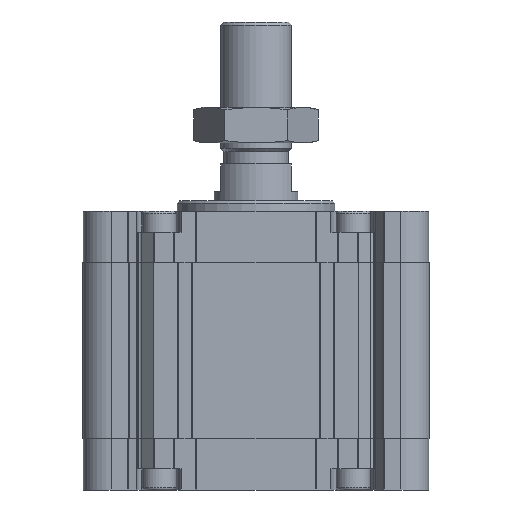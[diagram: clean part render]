
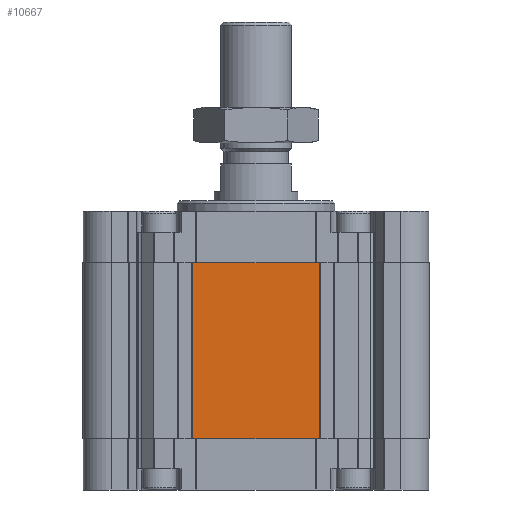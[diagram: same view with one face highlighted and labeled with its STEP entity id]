
A CAD part, left-side view. The second image highlights one B-rep face of the part: STEP entity #10667.
In plain terms, the highlighted face is planar.
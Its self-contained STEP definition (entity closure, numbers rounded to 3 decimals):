
#1677=ORIENTED_EDGE('',*,*,#4581,.F.);
#1678=ORIENTED_EDGE('',*,*,#4580,.F.);
#1679=ORIENTED_EDGE('',*,*,#4582,.T.);
#1680=ORIENTED_EDGE('',*,*,#4583,.T.);
#4580=EDGE_CURVE('',#5984,#5983,#7056,.T.);
#4581=EDGE_CURVE('',#5983,#5985,#7057,.T.);
#4582=EDGE_CURVE('',#5984,#5986,#7058,.T.);
#4583=EDGE_CURVE('',#5986,#5985,#7059,.T.);
#5983=VERTEX_POINT('',#16693);
#5984=VERTEX_POINT('',#16695);
#5985=VERTEX_POINT('',#16699);
#5986=VERTEX_POINT('',#16701);
#7056=LINE('',#16696,#8110);
#7057=LINE('',#16698,#8111);
#7058=LINE('',#16700,#8112);
#7059=LINE('',#16702,#8113);
#8110=VECTOR('',#13369,1000.);
#8111=VECTOR('',#13372,1000.);
#8112=VECTOR('',#13373,1000.);
#8113=VECTOR('',#13374,1000.);
#8959=EDGE_LOOP('',(#1677,#1678,#1679,#1680));
#9655=FACE_BOUND('',#8959,.T.);
#10256=PLANE('',#11492);
#10667=ADVANCED_FACE('',(#9655),#10256,.T.);
#11492=AXIS2_PLACEMENT_3D('',#16697,#13370,#13371);
#13369=DIRECTION('',(0.,0.,1.));
#13370=DIRECTION('',(1.,0.,0.));
#13371=DIRECTION('',(0.,0.,-1.));
#13372=DIRECTION('',(0.,1.,0.));
#13373=DIRECTION('',(0.,1.,0.));
#13374=DIRECTION('',(0.,0.,1.));
#16693=CARTESIAN_POINT('',(66.,-24.,-19.5));
#16695=CARTESIAN_POINT('',(66.,-24.,-86.5));
#16696=CARTESIAN_POINT('',(66.,-24.,-86.5));
#16697=CARTESIAN_POINT('',(66.,-24.,-86.5));
#16698=CARTESIAN_POINT('',(66.,-24.,-19.5));
#16699=CARTESIAN_POINT('',(66.,24.,-19.5));
#16700=CARTESIAN_POINT('',(66.,-24.,-86.5));
#16701=CARTESIAN_POINT('',(66.,24.,-86.5));
#16702=CARTESIAN_POINT('',(66.,24.,-86.5));
